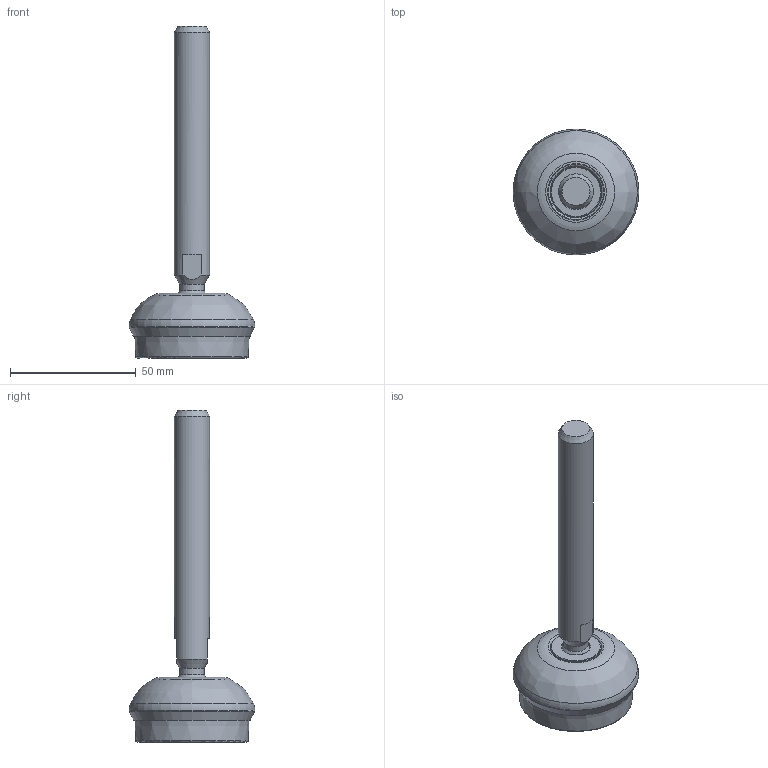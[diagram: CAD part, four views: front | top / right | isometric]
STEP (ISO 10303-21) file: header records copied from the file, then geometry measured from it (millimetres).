
FILE_DESCRIPTION(/* description */ ('STEP AP214'),/* implementation_level */ '2;1');
FILE_NAME(/* name */ 'P055SM14X132.stp',/* time_stamp */ '2022-07-12T10:59:43+02:00',/* author */ ('stefan.nesic'),/* organization */ (' '),/* preprocessor_version */ 'ST-DEVELOPER v18.1',/* originating_system */ 'Autodesk Inventor 2021',/* authorisation */ ' ');
FILE_SCHEMA (('CONFIG_CONTROL_DESIGN'));
Length unit declared in the file: millimetre
Products named in the file (3): P055SM14X132; 113_83795; Component2
Assembly tree (2 placements, depth 2):
  P055SM14X132
    113_83795
    Component2
Bounding box: 49.99 x 49.99 x 132 mm (x, y, z)
Volume: 55487.6 mm3; surface area: 13849.7 mm2
Topology: 2 solids, 2 shells, 45 faces, 100 edges, 64 vertices
Faces by surface type: torus 14, plane 13, cone 11, cylinder 4, sphere 2, bspline 1
Full cylindrical faces by diameter (mm): 9.7 x1, 14 x1, 20.5 x1, 21.5 x1
Entity records: 1418 total; most frequent: DIRECTION 269, CARTESIAN_POINT 242, ORIENTED_EDGE 196, AXIS2_PLACEMENT_3D 124, EDGE_CURVE 98, CIRCLE 75, VERTEX_POINT 64, EDGE_LOOP 52
